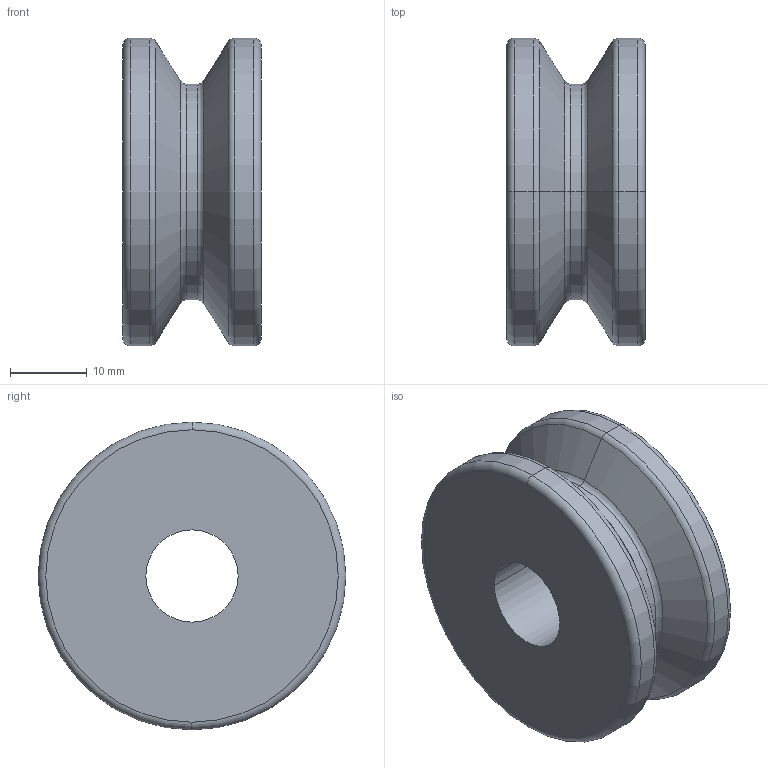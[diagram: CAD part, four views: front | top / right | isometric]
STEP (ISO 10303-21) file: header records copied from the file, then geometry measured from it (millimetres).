
FILE_DESCRIPTION((''),'2;1');
FILE_NAME('FYBUFPR006','2025-05-26T20:36:25',('t-gamer'),(''),'CREO PARAMETRIC BY PTC INC, 2024063','CREO PARAMETRIC BY PTC INC, 2024063','');
FILE_SCHEMA(('CONFIG_CONTROL_DESIGN'));
Length unit declared in the file: millimetre
Products named in the file (1): FYBUFPR006
Bounding box: 18 x 40 x 40 mm (x, y, z)
Volume: 16388.2 mm3; surface area: 5551.9 mm2
Topology: 1 solids, 1 shells, 26 faces, 52 edges, 28 vertices
Faces by surface type: torus 12, cylinder 8, cone 4, plane 2
Entity records: 718 total; most frequent: DIRECTION 144, CARTESIAN_POINT 106, ORIENTED_EDGE 104, AXIS2_PLACEMENT_3D 66, EDGE_CURVE 52, CIRCLE 40, VERTEX_POINT 28, EDGE_LOOP 28
